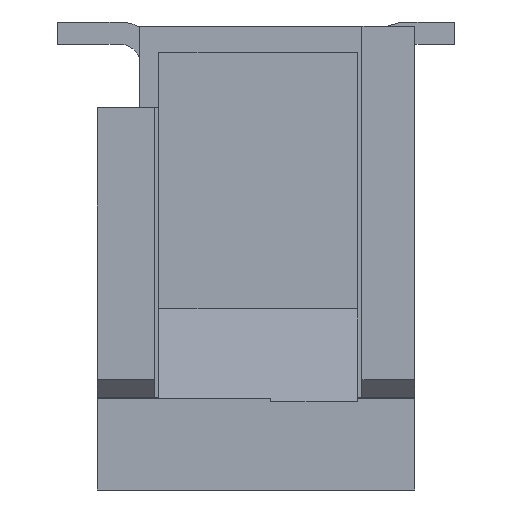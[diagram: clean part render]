
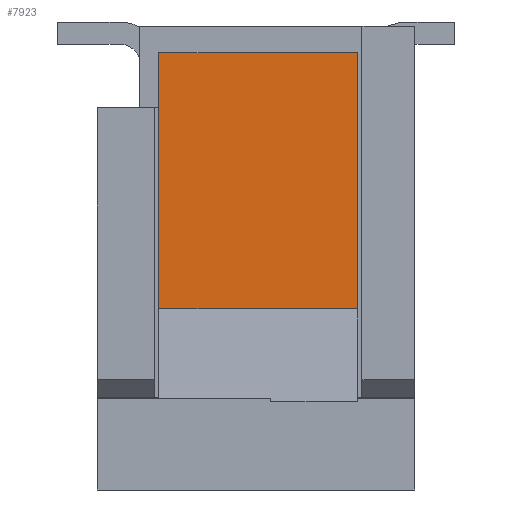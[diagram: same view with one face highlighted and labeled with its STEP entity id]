
A CAD part, left-side view. The second image highlights one B-rep face of the part: STEP entity #7923.
In plain terms, the highlighted planar face has unit normal (-1, 0, 0).
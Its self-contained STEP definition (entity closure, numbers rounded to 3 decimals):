
#2207=DIRECTION('',(0.,1.,0.));
#2208=VECTOR('',#2207,2.25);
#2209=CARTESIAN_POINT('',(-9.85,-1.15,1.8));
#2210=LINE('',#2209,#2208);
#2211=DIRECTION('',(0.,0.,1.));
#2212=VECTOR('',#2211,2.9);
#2213=CARTESIAN_POINT('',(-9.85,-1.15,-1.1));
#2214=LINE('',#2213,#2212);
#2215=DIRECTION('',(0.,0.,-1.));
#2216=VECTOR('',#2215,2.9);
#2217=CARTESIAN_POINT('',(-9.85,1.1,1.8));
#2218=LINE('',#2217,#2216);
#2223=DIRECTION('',(0.,1.,0.));
#2224=VECTOR('',#2223,2.25);
#2225=CARTESIAN_POINT('',(-9.85,-1.15,-1.1));
#2226=LINE('',#2225,#2224);
#4909=CARTESIAN_POINT('',(-9.85,1.1,-1.1));
#4910=VERTEX_POINT('',#4909);
#4911=CARTESIAN_POINT('',(-9.85,1.1,1.8));
#4912=VERTEX_POINT('',#4911);
#4933=CARTESIAN_POINT('',(-9.85,-1.15,-1.1));
#4934=CARTESIAN_POINT('',(-9.85,-1.15,1.8));
#4935=VERTEX_POINT('',#4933);
#4936=VERTEX_POINT('',#4934);
#7911=CARTESIAN_POINT('',(-9.85,-0.025,0.35));
#7912=DIRECTION('',(1.,0.,0.));
#7913=DIRECTION('',(0.,0.,-1.));
#7914=AXIS2_PLACEMENT_3D('',#7911,#7912,#7913);
#7915=PLANE('',#7914);
#7916=ORIENTED_EDGE('',*,*,#7905,.F.);
#7917=ORIENTED_EDGE('',*,*,#5985,.F.);
#7919=ORIENTED_EDGE('',*,*,#7918,.T.);
#7920=ORIENTED_EDGE('',*,*,#7888,.F.);
#7921=EDGE_LOOP('',(#7916,#7917,#7919,#7920));
#7922=FACE_OUTER_BOUND('',#7921,.F.);
#7923=ADVANCED_FACE('',(#7922),#7915,.F.);
#5985=EDGE_CURVE('',#4935,#4936,#2214,.T.);
#7888=EDGE_CURVE('',#4912,#4910,#2218,.T.);
#7905=EDGE_CURVE('',#4936,#4912,#2210,.T.);
#7918=EDGE_CURVE('',#4935,#4910,#2226,.T.);
